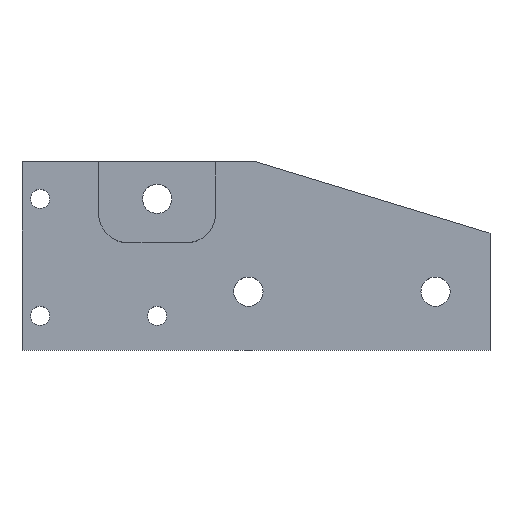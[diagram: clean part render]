
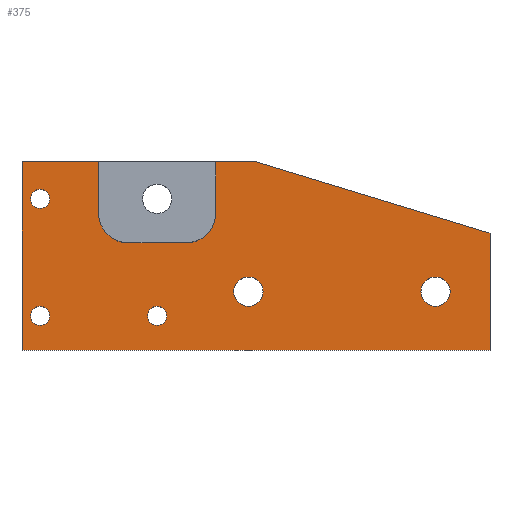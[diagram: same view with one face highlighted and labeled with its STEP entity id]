
A CAD part, top view. The second image highlights one B-rep face of the part: STEP entity #375.
In plain terms, the highlighted planar face has unit normal (0, 0, 1).
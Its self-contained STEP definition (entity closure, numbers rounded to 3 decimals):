
#16=FACE_BOUND('',#65,.T.);
#17=FACE_BOUND('',#66,.T.);
#18=FACE_BOUND('',#67,.T.);
#19=FACE_BOUND('',#68,.T.);
#20=FACE_BOUND('',#69,.T.);
#31=PLANE('',#413);
#44=FACE_OUTER_BOUND('',#64,.T.);
#64=EDGE_LOOP('',(#286,#287,#288,#289,#290,#291,#292,#293,#294,#295,#296));
#65=EDGE_LOOP('',(#297));
#66=EDGE_LOOP('',(#298));
#67=EDGE_LOOP('',(#299));
#68=EDGE_LOOP('',(#300));
#69=EDGE_LOOP('',(#301));
#92=LINE('',#559,#127);
#98=LINE('',#578,#133);
#100=LINE('',#581,#135);
#101=LINE('',#584,#136);
#102=LINE('',#586,#137);
#103=LINE('',#588,#138);
#104=LINE('',#590,#139);
#105=LINE('',#592,#140);
#106=LINE('',#593,#141);
#127=VECTOR('',#451,10.);
#133=VECTOR('',#469,10.);
#135=VECTOR('',#473,10.);
#136=VECTOR('',#476,10.);
#137=VECTOR('',#477,10.);
#138=VECTOR('',#478,10.);
#139=VECTOR('',#479,10.);
#140=VECTOR('',#480,10.);
#141=VECTOR('',#481,10.);
#159=CIRCLE('',#404,5.);
#162=CIRCLE('',#410,5.);
#163=CIRCLE('',#414,1.625);
#164=CIRCLE('',#415,1.625);
#165=CIRCLE('',#416,1.625);
#166=CIRCLE('',#417,2.5);
#167=CIRCLE('',#418,2.5);
#176=VERTEX_POINT('',#549);
#177=VERTEX_POINT('',#551);
#179=VERTEX_POINT('',#557);
#184=VERTEX_POINT('',#571);
#185=VERTEX_POINT('',#573);
#186=VERTEX_POINT('',#577);
#187=VERTEX_POINT('',#583);
#188=VERTEX_POINT('',#585);
#189=VERTEX_POINT('',#587);
#190=VERTEX_POINT('',#589);
#191=VERTEX_POINT('',#591);
#192=VERTEX_POINT('',#594);
#193=VERTEX_POINT('',#596);
#194=VERTEX_POINT('',#598);
#195=VERTEX_POINT('',#600);
#196=VERTEX_POINT('',#602);
#210=EDGE_CURVE('',#176,#177,#159,.F.);
#214=EDGE_CURVE('',#176,#179,#92,.T.);
#221=EDGE_CURVE('',#184,#185,#162,.F.);
#223=EDGE_CURVE('',#186,#185,#98,.T.);
#225=EDGE_CURVE('',#184,#177,#100,.T.);
#226=EDGE_CURVE('',#179,#187,#101,.T.);
#227=EDGE_CURVE('',#187,#188,#102,.T.);
#228=EDGE_CURVE('',#188,#189,#103,.T.);
#229=EDGE_CURVE('',#189,#190,#104,.T.);
#230=EDGE_CURVE('',#190,#191,#105,.T.);
#231=EDGE_CURVE('',#191,#186,#106,.T.);
#232=EDGE_CURVE('',#192,#192,#163,.T.);
#233=EDGE_CURVE('',#193,#193,#164,.T.);
#234=EDGE_CURVE('',#194,#194,#165,.T.);
#235=EDGE_CURVE('',#195,#195,#166,.T.);
#236=EDGE_CURVE('',#196,#196,#167,.T.);
#286=ORIENTED_EDGE('',*,*,#223,.T.);
#287=ORIENTED_EDGE('',*,*,#221,.F.);
#288=ORIENTED_EDGE('',*,*,#225,.T.);
#289=ORIENTED_EDGE('',*,*,#210,.F.);
#290=ORIENTED_EDGE('',*,*,#214,.T.);
#291=ORIENTED_EDGE('',*,*,#226,.T.);
#292=ORIENTED_EDGE('',*,*,#227,.T.);
#293=ORIENTED_EDGE('',*,*,#228,.T.);
#294=ORIENTED_EDGE('',*,*,#229,.T.);
#295=ORIENTED_EDGE('',*,*,#230,.T.);
#296=ORIENTED_EDGE('',*,*,#231,.T.);
#297=ORIENTED_EDGE('',*,*,#232,.T.);
#298=ORIENTED_EDGE('',*,*,#233,.T.);
#299=ORIENTED_EDGE('',*,*,#234,.T.);
#300=ORIENTED_EDGE('',*,*,#235,.T.);
#301=ORIENTED_EDGE('',*,*,#236,.T.);
#375=ADVANCED_FACE('',(#44,#16,#17,#18,#19,#20),#31,.T.);
#404=AXIS2_PLACEMENT_3D('',#552,#444,#445);
#410=AXIS2_PLACEMENT_3D('',#574,#464,#465);
#413=AXIS2_PLACEMENT_3D('',#582,#474,#475);
#414=AXIS2_PLACEMENT_3D('',#595,#482,#483);
#415=AXIS2_PLACEMENT_3D('',#597,#484,#485);
#416=AXIS2_PLACEMENT_3D('',#599,#486,#487);
#417=AXIS2_PLACEMENT_3D('',#601,#488,#489);
#418=AXIS2_PLACEMENT_3D('',#603,#490,#491);
#444=DIRECTION('center_axis',(0.,0.,
-1.));
#445=DIRECTION('ref_axis',(-0.707,-0.707,0.));
#451=DIRECTION('',(0.,1.,0.));
#464=DIRECTION('center_axis',(0.,0.,
-1.));
#465=DIRECTION('ref_axis',(0.707,-0.707,0.));
#469=DIRECTION('',(0.,-1.,0.));
#473=DIRECTION('',(-1.,0.,0.));
#474=DIRECTION('center_axis',(0.,0.,
1.));
#475=DIRECTION('ref_axis',(-1.,0.,0.));
#476=DIRECTION('',(-1.,0.,0.));
#477=DIRECTION('',(0.,-1.,0.));
#478=DIRECTION('',(1.,0.,0.));
#479=DIRECTION('',(0.,1.,0.));
#480=DIRECTION('',(-0.957,0.291,0.));
#481=DIRECTION('',(-1.,0.,0.));
#482=DIRECTION('center_axis',(0.,0.,
-1.));
#483=DIRECTION('ref_axis',(-1.,0.,0.));
#484=DIRECTION('center_axis',(0.,0.,
-1.));
#485=DIRECTION('ref_axis',(-1.,0.,0.));
#486=DIRECTION('center_axis',(0.,0.,
-1.));
#487=DIRECTION('ref_axis',(-1.,0.,0.));
#488=DIRECTION('center_axis',(0.,0.,
-1.));
#489=DIRECTION('ref_axis',(-1.,0.,0.));
#490=DIRECTION('center_axis',(0.,0.,
-1.));
#491=DIRECTION('ref_axis',(-1.,0.,0.));
#549=CARTESIAN_POINT('',(-174.,16.788,515.8));
#551=CARTESIAN_POINT('',(-169.,11.788,515.8));
#552=CARTESIAN_POINT('Origin',(-169.,16.788,515.8));
#557=CARTESIAN_POINT('',(-174.,25.613,515.8));
#559=CARTESIAN_POINT('',(-174.,17.569,515.8));
#571=CARTESIAN_POINT('',(-159.,11.788,515.8));
#573=CARTESIAN_POINT('',(-154.,16.788,515.8));
#574=CARTESIAN_POINT('Origin',(-159.,16.788,515.8));
#577=CARTESIAN_POINT('',(-154.,25.613,515.8));
#578=CARTESIAN_POINT('',(-154.,10.657,515.8));
#581=CARTESIAN_POINT('',(-160.55,11.788,515.8));
#582=CARTESIAN_POINT('Origin',(-147.1,9.526,515.8));
#583=CARTESIAN_POINT('',(-187.1,25.613,515.8));
#584=CARTESIAN_POINT('',(-187.1,25.613,515.8));
#585=CARTESIAN_POINT('',(-187.1,-6.562,515.8));
#586=CARTESIAN_POINT('',(-187.1,22.638,515.8));
#587=CARTESIAN_POINT('',(-107.1,-6.562,515.8));
#588=CARTESIAN_POINT('',(-187.1,-6.562,515.8));
#589=CARTESIAN_POINT('',(-107.1,13.438,515.8));
#590=CARTESIAN_POINT('',(-107.1,-6.562,515.8));
#591=CARTESIAN_POINT('',(-147.1,25.613,515.8));
#592=CARTESIAN_POINT('',(-147.1,25.613,515.8));
#593=CARTESIAN_POINT('',(-187.1,25.613,515.8));
#594=CARTESIAN_POINT('',(-182.375,-0.712,515.8));
#595=CARTESIAN_POINT('Origin',(-184.,-0.712,515.8));
#596=CARTESIAN_POINT('',(-182.375,19.288,515.8));
#597=CARTESIAN_POINT('Origin',(-184.,19.288,515.8));
#598=CARTESIAN_POINT('',(-162.375,-0.712,515.8));
#599=CARTESIAN_POINT('Origin',(-164.,-0.712,515.8));
#600=CARTESIAN_POINT('',(-113.9,3.438,515.8));
#601=CARTESIAN_POINT('Origin',(-116.4,3.438,515.8));
#602=CARTESIAN_POINT('',(-145.9,3.438,515.8));
#603=CARTESIAN_POINT('Origin',(-148.4,3.438,515.8));
